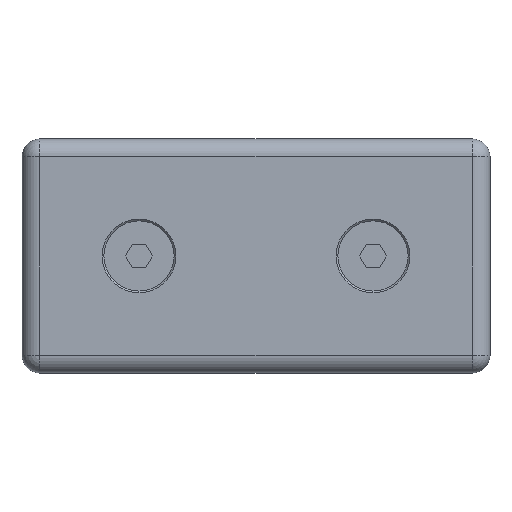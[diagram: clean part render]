
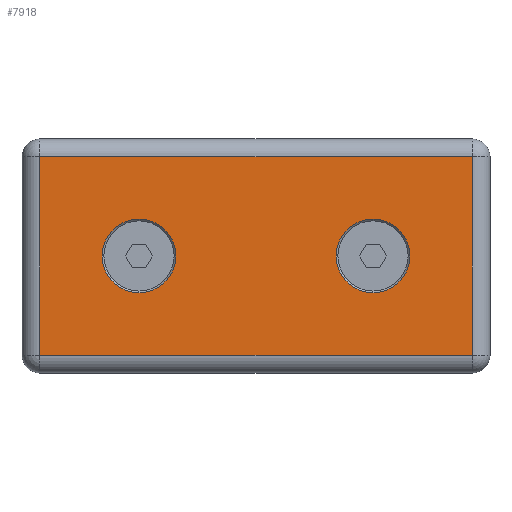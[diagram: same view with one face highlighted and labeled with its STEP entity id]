
A CAD part, top view. The second image highlights one B-rep face of the part: STEP entity #7918.
In plain terms, the highlighted planar face has unit normal (0, 0, 1).
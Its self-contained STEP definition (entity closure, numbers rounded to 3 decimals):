
#4231=VECTOR('',#6631,1.);
#4232=VECTOR('',#6642,1.);
#4233=VECTOR('',#6651,1.);
#4234=VECTOR('',#6660,1.);
#4467=LINE('',#8129,#4231);
#4468=LINE('',#8136,#4232);
#4469=LINE('',#8142,#4233);
#4470=LINE('',#8147,#4234);
#4757=ORIENTED_EDGE('',*,*,#5840,.F.);
#4758=ORIENTED_EDGE('',*,*,#5830,.F.);
#4759=ORIENTED_EDGE('',*,*,#5834,.F.);
#4760=ORIENTED_EDGE('',*,*,#5837,.F.);
#4761=ORIENTED_EDGE('',*,*,#5841,.F.);
#4762=ORIENTED_EDGE('',*,*,#5842,.F.);
#5501=CIRCLE('',#7501,6.3);
#5502=CIRCLE('',#7502,6.3);
#5555=VERTEX_POINT('',#8126);
#5556=VERTEX_POINT('',#8128);
#5557=VERTEX_POINT('',#8134);
#5558=VERTEX_POINT('',#8140);
#5559=VERTEX_POINT('',#8150);
#5560=VERTEX_POINT('',#8152);
#5830=EDGE_CURVE('',#5555,#5556,#4467,.T.);
#5834=EDGE_CURVE('',#5557,#5555,#4468,.T.);
#5837=EDGE_CURVE('',#5558,#5557,#4469,.T.);
#5840=EDGE_CURVE('',#5556,#5558,#4470,.T.);
#5841=EDGE_CURVE('',#5559,#5559,#5501,.T.);
#5842=EDGE_CURVE('',#5560,#5560,#5502,.T.);
#6220=EDGE_LOOP('',(#4757,#4758,#4759,#4760));
#6221=EDGE_LOOP('',(#4761));
#6222=EDGE_LOOP('',(#4762));
#6406=FACE_BOUND('',#6220,.T.);
#6407=FACE_BOUND('',#6221,.T.);
#6408=FACE_BOUND('',#6222,.T.);
#6631=DIRECTION('',(0.,34.,0.));
#6642=DIRECTION('',(-74.,0.,0.));
#6651=DIRECTION('',(0.,-34.,0.));
#6660=DIRECTION('',(74.,0.,0.));
#6663=DIRECTION('',(0.,0.,1.));
#6664=DIRECTION('',(0.,-1.,0.));
#6665=DIRECTION('',(0.,0.,1.));
#6666=DIRECTION('',(6.3,0.,0.));
#6667=DIRECTION('',(0.,0.,1.));
#6668=DIRECTION('',(6.3,0.,0.));
#7500=AXIS2_PLACEMENT_3D('',#8149,#6663,#6664);
#7501=AXIS2_PLACEMENT_3D('',#8151,#6665,#6666);
#7502=AXIS2_PLACEMENT_3D('',#8153,#6667,#6668);
#7798=PLANE('',#7500);
#7918=ADVANCED_FACE('',(#6406,#6407,#6408),#7798,.T.);
#8126=CARTESIAN_POINT('',(18.886,25.308,6.));
#8128=CARTESIAN_POINT('',(18.886,59.308,6.));
#8129=CARTESIAN_POINT('',(18.886,25.308,6.));
#8134=CARTESIAN_POINT('',(92.886,25.308,6.));
#8136=CARTESIAN_POINT('',(92.886,25.308,6.));
#8140=CARTESIAN_POINT('',(92.886,59.308,6.));
#8142=CARTESIAN_POINT('',(92.886,59.308,6.));
#8147=CARTESIAN_POINT('',(18.886,59.308,6.));
#8149=CARTESIAN_POINT('',(15.886,59.308,6.));
#8150=CARTESIAN_POINT('',(82.186,42.308,6.));
#8151=CARTESIAN_POINT('',(75.886,42.308,6.));
#8152=CARTESIAN_POINT('',(42.186,42.308,6.));
#8153=CARTESIAN_POINT('',(35.886,42.308,6.));
